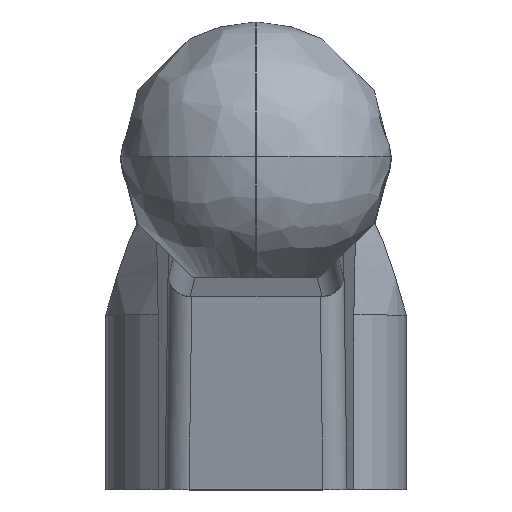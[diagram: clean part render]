
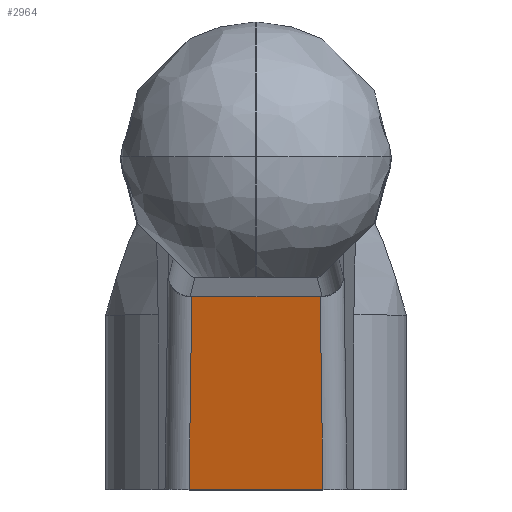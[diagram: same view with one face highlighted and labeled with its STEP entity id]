
A CAD part, top view. The second image highlights one B-rep face of the part: STEP entity #2964.
In plain terms, the highlighted planar face has unit normal (0, -0.214, 0.977).
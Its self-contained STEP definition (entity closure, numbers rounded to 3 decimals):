
#198=DIRECTION('',(-1.,0.,0.));
#199=VECTOR('',#198,21.34);
#200=CARTESIAN_POINT('',(10.67,32.,47.5));
#201=LINE('',#200,#199);
#979=CARTESIAN_POINT('',(-11.127,0.,40.5));
#993=DIRECTION('',(0.014,-0.977,-0.214));
#994=VECTOR('',#993,32.76);
#995=CARTESIAN_POINT('',(10.67,32.,47.5));
#996=LINE('',#995,#994);
#997=DIRECTION('',(0.014,0.977,0.214));
#998=VECTOR('',#997,32.76);
#999=CARTESIAN_POINT('',(-11.127,0.,40.5));
#1000=LINE('',#999,#998);
#1016=DIRECTION('',(1.,0.,0.));
#1017=VECTOR('',#1016,22.254);
#1018=CARTESIAN_POINT('',(-11.127,0.,40.5));
#1019=LINE('',#1018,#1017);
#1580=VERTEX_POINT('',#979);
#1582=CARTESIAN_POINT('',(11.127,0.,40.5));
#1583=VERTEX_POINT('',#1582);
#1601=CARTESIAN_POINT('',(10.67,32.,47.5));
#1602=VERTEX_POINT('',#1601);
#1631=CARTESIAN_POINT('',(-10.67,32.,47.5));
#1632=VERTEX_POINT('',#1631);
#2951=CARTESIAN_POINT('',(-41.8,0.,40.5));
#2952=DIRECTION('',(0.,0.214,-0.977));
#2953=DIRECTION('',(0.,0.977,0.214));
#2954=AXIS2_PLACEMENT_3D('',#2951,#2952,#2953);
#2955=PLANE('',#2954);
#2956=ORIENTED_EDGE('',*,*,#2006,.F.);
#2958=ORIENTED_EDGE('',*,*,#2957,.T.);
#2960=ORIENTED_EDGE('',*,*,#2959,.F.);
#2961=ORIENTED_EDGE('',*,*,#2940,.T.);
#2962=EDGE_LOOP('',(#2956,#2958,#2960,#2961));
#2963=FACE_OUTER_BOUND('',#2962,.F.);
#2964=ADVANCED_FACE('',(#2963),#2955,.F.);
#2006=EDGE_CURVE('',#1602,#1632,#201,.T.);
#2940=EDGE_CURVE('',#1580,#1632,#1000,.T.);
#2957=EDGE_CURVE('',#1602,#1583,#996,.T.);
#2959=EDGE_CURVE('',#1580,#1583,#1019,.T.);
